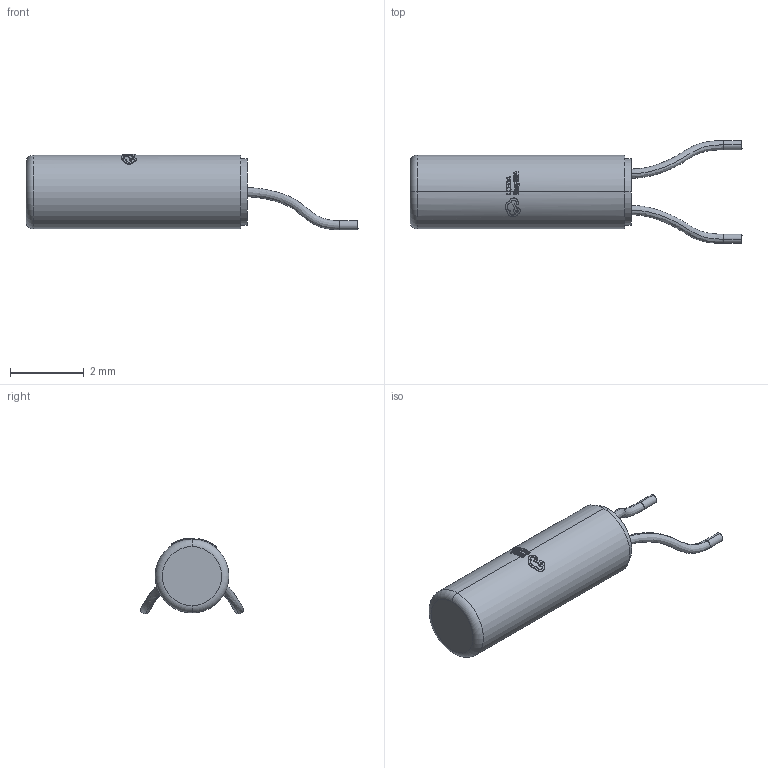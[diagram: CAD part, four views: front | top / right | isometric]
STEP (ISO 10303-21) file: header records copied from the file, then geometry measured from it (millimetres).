
FILE_DESCRIPTION (( 'STEP AP214' ), '1' );
FILE_NAME ('OSC-SMD_D2.0-L6.0-LS9.0-P2.54.step', '2022-07-07T03:30:59', ( '' ), ( '' ), 'SwSTEP 2.0', 'SolidWorks 2020', '' );
FILE_SCHEMA (( 'AUTOMOTIVE_DESIGN' ));
Length unit declared in the file: millimetre
Products named in the file (1): OSC-SMD_D2.0-L6.0-LS9.0-P2.54
Bounding box: 9.01 x 2.79 x 2.05 mm (x, y, z)
Volume: 19 mm3; surface area: 48.9 mm2
Topology: 1 solids, 1 shells, 242 faces, 651 edges, 432 vertices
Faces by surface type: bspline 129, plane 87, cylinder 24, torus 2
Entity records: 11353 total; most frequent: CARTESIAN_POINT 3647, ORIENTED_EDGE 1302, EDGE_CURVE 651, DIRECTION 602, VERTEX_POINT 432, B_SPLINE_CURVE_WITH_KNOTS 399, EDGE_LOOP 263, UNCERTAINTY_MEASURE_WITH_UNIT 245
